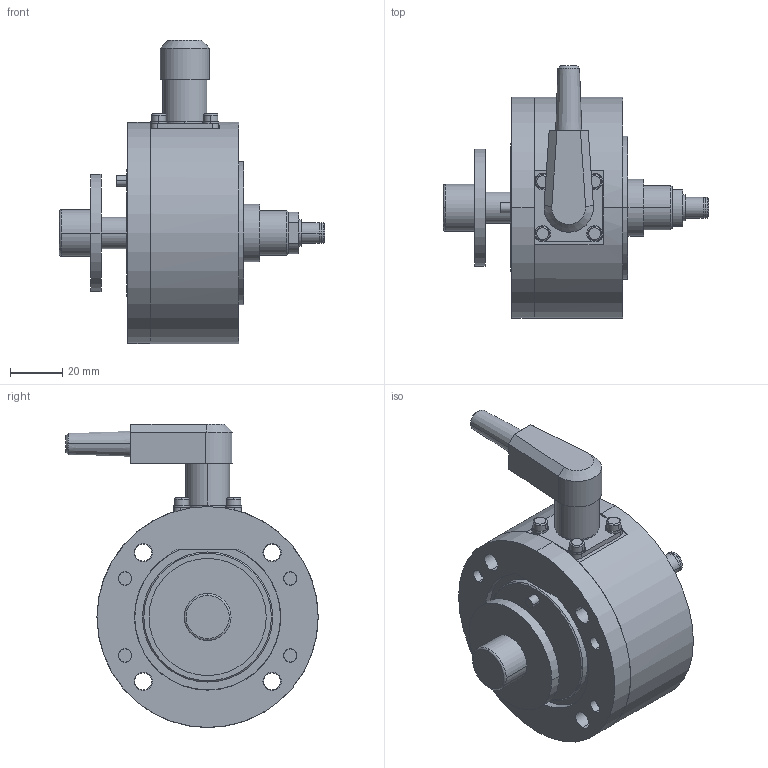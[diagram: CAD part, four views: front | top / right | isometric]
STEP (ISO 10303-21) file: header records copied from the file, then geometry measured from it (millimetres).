
FILE_DESCRIPTION((''),'2;1');
FILE_NAME('150317.1.stp','2019-04-09T16:47:15',(''),(''),'Mechanical Desktop 2009','Mechanical Desktop 2009',', , ');
FILE_SCHEMA(('CONFIG_CONTROL_DESIGN'));
Length unit declared in the file: millimetre
Products named in the file (27): C1503171_STP; C0709081_STP; C0612056; C0709072; C0709072A; I-6KT_SCHRAUBE_M6X30; I-6KT_SCHRAUBE_M6X30A; SCHUTZKAPPE_M6_S5; SCHUTZKAPPE_M6_S5A; GERÄTESTECKER_5POL_C091 31S005 100 2A; GERÄTESTECKER_5POL_C091 31S005 100 2; FEDERRING_M3A; FEDERRING_M3; I-6KT_SCHRAUBE_M3X8A; I-6KT_SCHRAUBE_M3X8; KABELDOSE_WINKEL_MINI_5_POL; KABELDOSE_WINKEL_MINI_5_POLA; U-SCHEIBE_13_45X4A; U-SCHEIBE_13_45X4; I-6KT_SCHRAUBE_M12X25; I-6KT_SCHRAUBE_M12X25A; C0707276A; C0707276; SPANNSTIFT_4X10A; SPANNSTIFT_4X10; C0709104; C0709104A
Assembly tree (38 placements, depth 4):
  C1503171_STP
    C0709081_STP
      C0612056
      C0709072
        C0709072A
      I-6KT_SCHRAUBE_M6X30  x4
        I-6KT_SCHRAUBE_M6X30A
      SCHUTZKAPPE_M6_S5  x4
        SCHUTZKAPPE_M6_S5A
      GERÄTESTECKER_5POL_C091 31S005 100 2A
        GERÄTESTECKER_5POL_C091 31S005 100 2
      FEDERRING_M3A  x4
        FEDERRING_M3
      I-6KT_SCHRAUBE_M3X8A  x4
        I-6KT_SCHRAUBE_M3X8
    KABELDOSE_WINKEL_MINI_5_POL
      KABELDOSE_WINKEL_MINI_5_POLA
    U-SCHEIBE_13_45X4A
      U-SCHEIBE_13_45X4
    I-6KT_SCHRAUBE_M12X25
      I-6KT_SCHRAUBE_M12X25A
    C0707276A
      C0707276
    SPANNSTIFT_4X10A
      SPANNSTIFT_4X10
    C0709104
      C0709104A
Bounding box: 101.9 x 97 x 116.5 mm (x, y, z)
Volume: 218651.7 mm3; surface area: 79017.7 mm2
Topology: 25 solids, 25 shells, 484 faces, 1070 edges, 685 vertices
Faces by surface type: cylinder 242, plane 155, cone 65, torus 18, sphere 4
Entity records: 10692 total; most frequent: DIRECTION 2019, CARTESIAN_POINT 1753, ORIENTED_EDGE 1564, AXIS2_PLACEMENT_3D 843, EDGE_CURVE 782, VERTEX_POINT 511, EDGE_LOOP 467, CIRCLE 446
